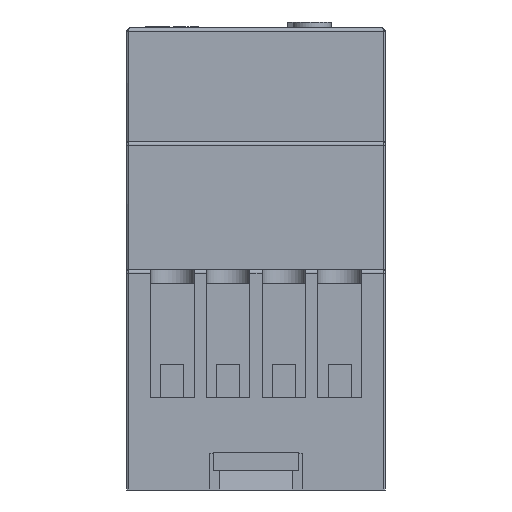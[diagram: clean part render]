
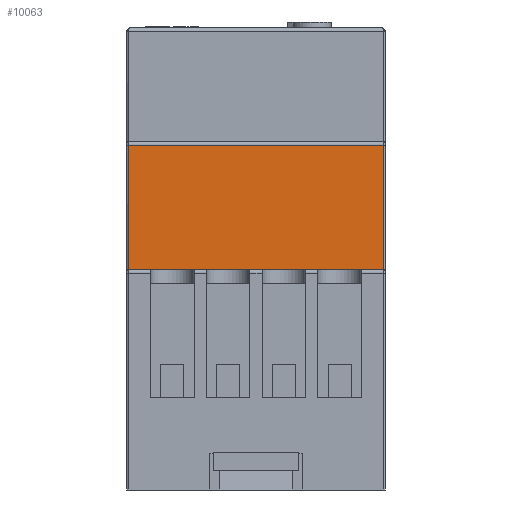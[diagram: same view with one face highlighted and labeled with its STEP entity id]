
A CAD part, front view. The second image highlights one B-rep face of the part: STEP entity #10063.
In plain terms, the highlighted planar face has unit normal (0, -1, 0).
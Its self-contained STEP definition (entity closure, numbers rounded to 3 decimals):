
#1040 = DIRECTION ( 'NONE',  ( 0., -1., 0. ) ) ;
#1165 = DIRECTION ( 'NONE',  ( -1., 0., 0. ) ) ;
#2359 = CARTESIAN_POINT ( 'NONE',  ( -36.3, 11., 31. ) ) ;
#3375 = ORIENTED_EDGE ( 'NONE', *, *, #8303, .T. ) ;
#3467 = CARTESIAN_POINT ( 'NONE',  ( -36.1, 11., 31. ) ) ;
#3700 = EDGE_CURVE ( 'NONE', #10124, #8429, #13694, .T. ) ;
#3941 = VECTOR ( 'NONE', #1165, 1000. ) ;
#4596 = EDGE_CURVE ( 'NONE', #6120, #13222, #13868, .T. ) ;
#5012 = ORIENTED_EDGE ( 'NONE', *, *, #4596, .T. ) ;
#5344 = CARTESIAN_POINT ( 'NONE',  ( -36.1, 11., 31. ) ) ;
#5870 = VECTOR ( 'NONE', #10143, 1000. ) ;
#6120 = VERTEX_POINT ( 'NONE', #7158 ) ;
#6497 = FACE_OUTER_BOUND ( 'NONE', #11762, .T. ) ;
#7158 = CARTESIAN_POINT ( 'NONE',  ( -36.1, 11., 48.5 ) ) ;
#7200 = VECTOR ( 'NONE', #9801, 1000. ) ;
#7567 = CARTESIAN_POINT ( 'NONE',  ( -0.2, 11., 49. ) ) ;
#8032 = LINE ( 'NONE', #11275, #3941 ) ;
#8303 = EDGE_CURVE ( 'NONE', #13222, #10124, #9667, .T. ) ;
#8429 = VERTEX_POINT ( 'NONE', #11326 ) ;
#8884 = AXIS2_PLACEMENT_3D ( 'NONE', #12192, #1040, #15828 ) ;
#9667 = LINE ( 'NONE', #2359, #13187 ) ;
#9801 = DIRECTION ( 'NONE',  ( 0., 0., -1. ) ) ;
#10063 = ADVANCED_FACE ( 'NONE', ( #6497 ), #10974, .T. ) ;
#10124 = VERTEX_POINT ( 'NONE', #10925 ) ;
#10143 = DIRECTION ( 'NONE',  ( 0., 0., 1. ) ) ;
#10585 = EDGE_CURVE ( 'NONE', #8429, #6120, #8032, .T. ) ;
#10925 = CARTESIAN_POINT ( 'NONE',  ( -0.2, 11., 31. ) ) ;
#10963 = ORIENTED_EDGE ( 'NONE', *, *, #3700, .T. ) ;
#10974 = PLANE ( 'NONE',  #8884 ) ;
#11275 = CARTESIAN_POINT ( 'NONE',  ( -36.3, 11., 48.5 ) ) ;
#11326 = CARTESIAN_POINT ( 'NONE',  ( -0.2, 11., 48.5 ) ) ;
#11762 = EDGE_LOOP ( 'NONE', ( #13257, #5012, #3375, #10963 ) ) ;
#12192 = CARTESIAN_POINT ( 'NONE',  ( -36.3, 11., 49. ) ) ;
#12326 = DIRECTION ( 'NONE',  ( 1., 0., 0. ) ) ;
#13187 = VECTOR ( 'NONE', #12326, 1000. ) ;
#13222 = VERTEX_POINT ( 'NONE', #5344 ) ;
#13257 = ORIENTED_EDGE ( 'NONE', *, *, #10585, .T. ) ;
#13694 = LINE ( 'NONE', #7567, #5870 ) ;
#13868 = LINE ( 'NONE', #3467, #7200 ) ;
#15828 = DIRECTION ( 'NONE',  ( 0., 0., -1. ) ) ;
